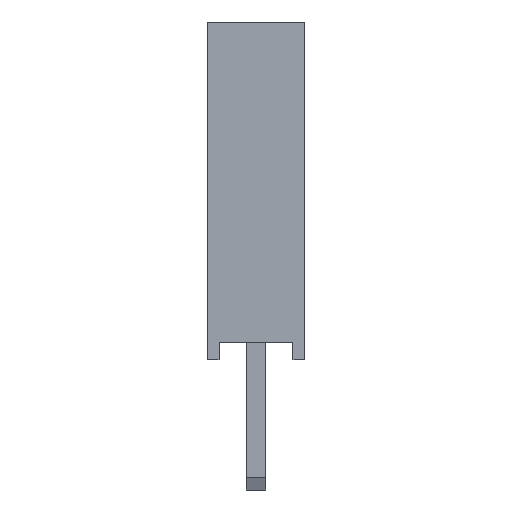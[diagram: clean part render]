
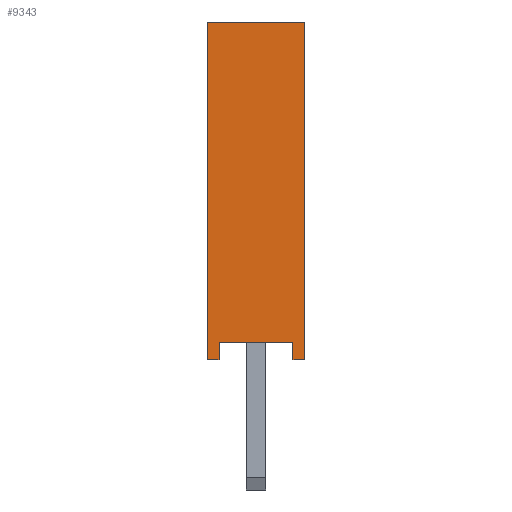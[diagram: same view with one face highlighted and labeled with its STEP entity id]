
A CAD part, left-side view. The second image highlights one B-rep face of the part: STEP entity #9343.
In plain terms, the highlighted planar face has unit normal (-1, 0, 0).
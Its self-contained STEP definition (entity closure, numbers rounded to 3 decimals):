
#246=FACE_OUTER_BOUND('',#767,.T.);
#767=EDGE_LOOP('',(#6117,#6118,#6119,#6120,#6121,#6122,#6123,#6124));
#1365=LINE('',#13072,#2586);
#1369=LINE('',#13081,#2590);
#1373=LINE('',#13088,#2594);
#1375=LINE('',#13094,#2596);
#1382=LINE('',#13108,#2603);
#1384=LINE('',#13112,#2605);
#1386=LINE('',#13116,#2607);
#1388=LINE('',#13119,#2609);
#2586=VECTOR('',#10620,10.);
#2590=VECTOR('',#10626,10.);
#2594=VECTOR('',#10632,10.);
#2596=VECTOR('',#10640,10.);
#2603=VECTOR('',#10651,10.);
#2605=VECTOR('',#10655,10.);
#2607=VECTOR('',#10659,10.);
#2609=VECTOR('',#10663,10.);
#3782=VERTEX_POINT('',#13070);
#3783=VERTEX_POINT('',#13071);
#3786=VERTEX_POINT('',#13079);
#3787=VERTEX_POINT('',#13080);
#3790=VERTEX_POINT('',#13093);
#3795=VERTEX_POINT('',#13107);
#3796=VERTEX_POINT('',#13111);
#3797=VERTEX_POINT('',#13115);
#4673=EDGE_CURVE('',#3782,#3783,#1365,.T.);
#4677=EDGE_CURVE('',#3786,#3787,#1369,.T.);
#4681=EDGE_CURVE('',#3783,#3786,#1373,.T.);
#4683=EDGE_CURVE('',#3787,#3790,#1375,.T.);
#4690=EDGE_CURVE('',#3795,#3782,#1382,.T.);
#4692=EDGE_CURVE('',#3796,#3795,#1384,.T.);
#4694=EDGE_CURVE('',#3797,#3796,#1386,.T.);
#4696=EDGE_CURVE('',#3790,#3797,#1388,.T.);
#6117=ORIENTED_EDGE('',*,*,#4690,.F.);
#6118=ORIENTED_EDGE('',*,*,#4692,.F.);
#6119=ORIENTED_EDGE('',*,*,#4694,.F.);
#6120=ORIENTED_EDGE('',*,*,#4696,.F.);
#6121=ORIENTED_EDGE('',*,*,#4683,.F.);
#6122=ORIENTED_EDGE('',*,*,#4677,.F.);
#6123=ORIENTED_EDGE('',*,*,#4681,.F.);
#6124=ORIENTED_EDGE('',*,*,#4673,.F.);
#8547=PLANE('',#9892);
#9343=ADVANCED_FACE('',(#246),#8547,.F.);
#9892=AXIS2_PLACEMENT_3D('',#13120,#10664,#10665);
#10620=DIRECTION('',(0.,0.,1.));
#10626=DIRECTION('',(0.,0.,-1.));
#10632=DIRECTION('',(0.,-1.,0.));
#10640=DIRECTION('',(0.,1.,0.));
#10651=DIRECTION('',(0.,1.,0.));
#10655=DIRECTION('',(0.,0.,-1.));
#10659=DIRECTION('',(0.,1.,0.));
#10663=DIRECTION('',(0.,0.,1.));
#10664=DIRECTION('center_axis',(1.,0.,0.));
#10665=DIRECTION('ref_axis',(0.,0.,-1.));
#13070=CARTESIAN_POINT('',(-1.317,1.238,0.));
#13071=CARTESIAN_POINT('',(-1.317,1.238,8.575));
#13072=CARTESIAN_POINT('',(-1.317,1.238,2.144));
#13079=CARTESIAN_POINT('',(-1.317,-1.238,8.575));
#13080=CARTESIAN_POINT('',(-1.317,-1.238,0.));
#13081=CARTESIAN_POINT('',(-1.317,-1.238,2.144));
#13088=CARTESIAN_POINT('',(-1.317,-1.238,8.575));
#13093=CARTESIAN_POINT('',(-1.317,-0.938,0.));
#13094=CARTESIAN_POINT('',(-1.317,-1.238,0.));
#13107=CARTESIAN_POINT('',(-1.317,0.938,0.));
#13108=CARTESIAN_POINT('',(-1.317,-1.238,0.));
#13111=CARTESIAN_POINT('',(-1.317,0.938,0.448));
#13112=CARTESIAN_POINT('',(-1.317,0.938,0.));
#13115=CARTESIAN_POINT('',(-1.317,-0.938,0.448));
#13116=CARTESIAN_POINT('',(-1.317,-0.15,0.448));
#13119=CARTESIAN_POINT('',(-1.317,-0.938,0.224));
#13120=CARTESIAN_POINT('Origin',(-1.317,-1.238,0.));
